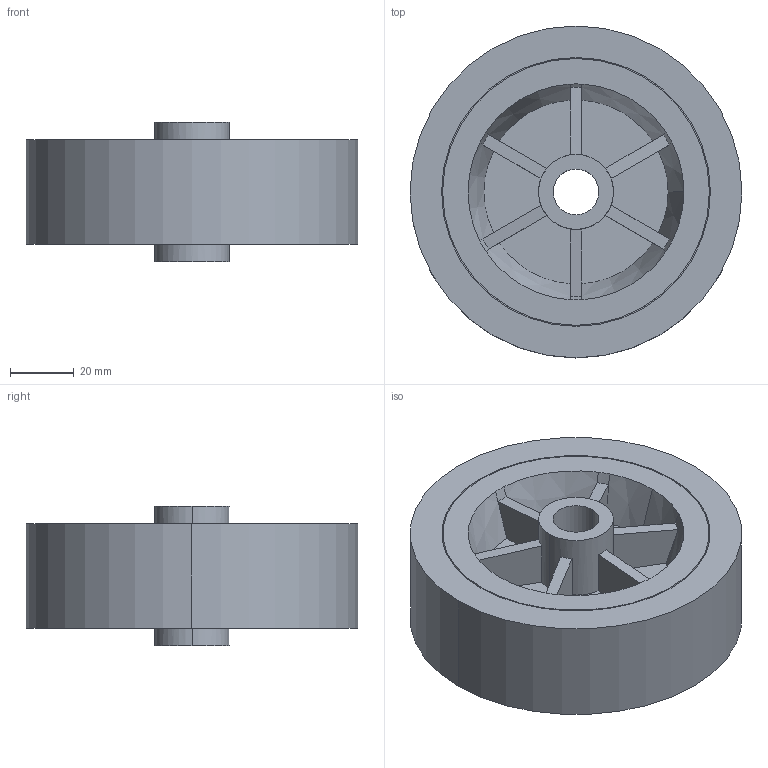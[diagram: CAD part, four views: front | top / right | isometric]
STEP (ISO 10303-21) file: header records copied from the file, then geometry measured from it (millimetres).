
FILE_DESCRIPTION (( 'STEP AP214' ), '1' );
FILE_NAME ('roda 104.5 x 33 (eixo 44).STEP', '2020-08-23T23:24:38', ( '' ), ( '' ), 'SwSTEP 2.0', 'SolidWorks 2018', '' );
FILE_SCHEMA (( 'AUTOMOTIVE_DESIGN' ));
Length unit declared in the file: millimetre
Products named in the file (1): roda 104.5 x 33 (eixo 44)
Bounding box: 104.5 x 104.5 x 44 mm (x, y, z)
Volume: 207974.9 mm3; surface area: 46229.9 mm2
Topology: 1 solids, 1 shells, 98 faces, 270 edges, 180 vertices
Faces by surface type: plane 44, bspline 24, cylinder 16, cone 14
Entity records: 3794 total; most frequent: CARTESIAN_POINT 1317, ORIENTED_EDGE 540, DIRECTION 434, EDGE_CURVE 270, AXIS2_PLACEMENT_3D 183, VERTEX_POINT 180, CIRCLE 108, EDGE_LOOP 106
